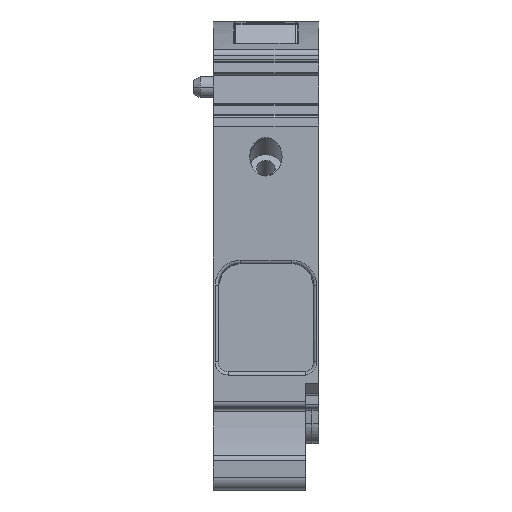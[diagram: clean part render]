
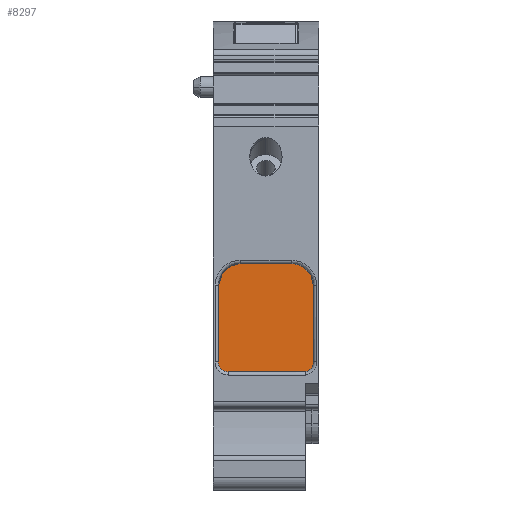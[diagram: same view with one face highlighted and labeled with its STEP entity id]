
A CAD part, front view. The second image highlights one B-rep face of the part: STEP entity #8297.
In plain terms, the highlighted planar face has unit normal (0, -1, 0).
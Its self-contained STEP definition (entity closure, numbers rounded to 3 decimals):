
#8196=AXIS2_PLACEMENT_3D('Plane Axis2P3D',#8193,#8194,#8195) ;
#8223=AXIS2_PLACEMENT_3D('Circle Axis2P3D',#8221,#8222,$) ;
#8230=AXIS2_PLACEMENT_3D('Circle Axis2P3D',#8228,#8229,$) ;
#8237=AXIS2_PLACEMENT_3D('Circle Axis2P3D',#8235,#8236,$) ;
#8258=AXIS2_PLACEMENT_3D('Circle Axis2P3D',#8256,#8257,$) ;
#8170=CARTESIAN_POINT('Vertex',(7.085,11.379,34.368)) ;
#8173=CARTESIAN_POINT('Line Origine',(11.,11.379,34.368)) ;
#8177=CARTESIAN_POINT('Vertex',(14.915,11.379,34.368)) ;
#8193=CARTESIAN_POINT('Axis2P3D Location',(0.,11.379,0.)) ;
#8199=CARTESIAN_POINT('Control Point',(7.085,11.379,34.368)) ;
#8200=CARTESIAN_POINT('Control Point',(6.734,11.379,34.366)) ;
#8201=CARTESIAN_POINT('Control Point',(6.382,11.379,34.314)) ;
#8202=CARTESIAN_POINT('Control Point',(6.04,11.379,34.215)) ;
#8203=CARTESIAN_POINT('Control Point',(5.381,11.379,33.924)) ;
#8204=CARTESIAN_POINT('Control Point',(4.822,11.379,33.472)) ;
#8205=CARTESIAN_POINT('Control Point',(4.57,11.379,33.206)) ;
#8206=CARTESIAN_POINT('Control Point',(4.163,11.379,32.644)) ;
#8207=CARTESIAN_POINT('Control Point',(3.911,11.379,32.001)) ;
#8208=CARTESIAN_POINT('Control Point',(3.829,11.379,31.681)) ;
#8209=CARTESIAN_POINT('Control Point',(3.788,11.379,31.355)) ;
#8210=CARTESIAN_POINT('Control Point',(3.788,11.379,31.03)) ;
#8211=CARTESIAN_POINT('Vertex',(3.788,11.379,31.03)) ;
#8214=CARTESIAN_POINT('Line Origine',(3.788,11.379,25.24)) ;
#8218=CARTESIAN_POINT('Vertex',(3.788,11.379,19.45)) ;
#8221=CARTESIAN_POINT('Axis2P3D Location',(5.292,11.379,19.454)) ;
#8225=CARTESIAN_POINT('Vertex',(5.288,11.379,17.95)) ;
#8228=CARTESIAN_POINT('Axis2P3D Location',(5.292,11.379,19.452)) ;
#8232=CARTESIAN_POINT('Vertex',(5.292,11.379,17.95)) ;
#8235=CARTESIAN_POINT('Axis2P3D Location',(5.292,11.379,19.452)) ;
#8239=CARTESIAN_POINT('Vertex',(5.295,11.379,17.95)) ;
#8242=CARTESIAN_POINT('Line Origine',(11.148,11.379,17.95)) ;
#8246=CARTESIAN_POINT('Vertex',(17.,11.379,17.95)) ;
#8249=CARTESIAN_POINT('Line Origine',(17.,11.379,17.964)) ;
#8253=CARTESIAN_POINT('Vertex',(17.,11.379,17.978)) ;
#8256=CARTESIAN_POINT('Axis2P3D Location',(16.712,11.379,19.45)) ;
#8260=CARTESIAN_POINT('Vertex',(18.212,11.379,19.45)) ;
#8263=CARTESIAN_POINT('Line Origine',(18.212,11.379,25.24)) ;
#8267=CARTESIAN_POINT('Vertex',(18.212,11.379,31.03)) ;
#8271=CARTESIAN_POINT('Control Point',(18.212,11.379,31.03)) ;
#8272=CARTESIAN_POINT('Control Point',(18.212,11.379,31.383)) ;
#8273=CARTESIAN_POINT('Control Point',(18.163,11.379,31.738)) ;
#8274=CARTESIAN_POINT('Control Point',(18.067,11.379,32.084)) ;
#8275=CARTESIAN_POINT('Control Point',(17.782,11.379,32.746)) ;
#8276=CARTESIAN_POINT('Control Point',(17.334,11.379,33.313)) ;
#8277=CARTESIAN_POINT('Control Point',(17.073,11.379,33.568)) ;
#8278=CARTESIAN_POINT('Control Point',(16.518,11.379,33.979)) ;
#8279=CARTESIAN_POINT('Control Point',(15.878,11.379,34.238)) ;
#8280=CARTESIAN_POINT('Control Point',(15.562,11.379,34.322)) ;
#8281=CARTESIAN_POINT('Control Point',(15.238,11.379,34.366)) ;
#8282=CARTESIAN_POINT('Control Point',(14.915,11.379,34.368)) ;
#8174=DIRECTION('Vector Direction',(-1.,0.,0.)) ;
#8194=DIRECTION('Axis2P3D Direction',(0.,-1.,0.)) ;
#8195=DIRECTION('Axis2P3D XDirection',(1.,0.,0.)) ;
#8215=DIRECTION('Vector Direction',(0.,0.,-1.)) ;
#8222=DIRECTION('Axis2P3D Direction',(0.,-1.,0.)) ;
#8229=DIRECTION('Axis2P3D Direction',(0.,-1.,0.)) ;
#8236=DIRECTION('Axis2P3D Direction',(0.,-1.,0.)) ;
#8243=DIRECTION('Vector Direction',(1.,0.,0.)) ;
#8250=DIRECTION('Vector Direction',(0.,0.,-1.)) ;
#8257=DIRECTION('Axis2P3D Direction',(0.,-1.,0.)) ;
#8264=DIRECTION('Vector Direction',(0.,0.,1.)) ;
#8175=VECTOR('Line Direction',#8174,1.) ;
#8216=VECTOR('Line Direction',#8215,1.) ;
#8244=VECTOR('Line Direction',#8243,1.) ;
#8251=VECTOR('Line Direction',#8250,1.) ;
#8265=VECTOR('Line Direction',#8264,1.) ;
#8285=ORIENTED_EDGE('',*,*,#8179,.T.) ;
#8286=ORIENTED_EDGE('',*,*,#8213,.F.) ;
#8287=ORIENTED_EDGE('',*,*,#8220,.T.) ;
#8288=ORIENTED_EDGE('',*,*,#8227,.T.) ;
#8289=ORIENTED_EDGE('',*,*,#8234,.T.) ;
#8290=ORIENTED_EDGE('',*,*,#8241,.T.) ;
#8291=ORIENTED_EDGE('',*,*,#8248,.T.) ;
#8292=ORIENTED_EDGE('',*,*,#8255,.F.) ;
#8293=ORIENTED_EDGE('',*,*,#8262,.T.) ;
#8294=ORIENTED_EDGE('',*,*,#8269,.T.) ;
#8295=ORIENTED_EDGE('',*,*,#8283,.T.) ;
#8297=ADVANCED_FACE('MLD L 1',(#8296),#8197,.T.) ;
#8198=B_SPLINE_CURVE_WITH_KNOTS('',5,(#8199,#8200,#8201,#8202,#8203,#8204,#8205,#8206,#8207,#8208,#8209,#8210),.UNSPECIFIED.,.F.,.U.,(6,3,3,6),(0.,2.489,5.045,7.37),.UNSPECIFIED.) ;
#8270=B_SPLINE_CURVE_WITH_KNOTS('',5,(#8271,#8272,#8273,#8274,#8275,#8276,#8277,#8278,#8279,#8280,#8281,#8282),.UNSPECIFIED.,.F.,.U.,(6,3,3,6),(0.,2.527,5.081,7.37),.UNSPECIFIED.) ;
#8224=CIRCLE('generated circle',#8223,1.504) ;
#8231=CIRCLE('generated circle',#8230,1.502) ;
#8238=CIRCLE('generated circle',#8237,1.502) ;
#8259=CIRCLE('generated circle',#8258,1.5) ;
#8179=EDGE_CURVE('',#8178,#8171,#8176,.T.) ;
#8213=EDGE_CURVE('',#8212,#8171,#8198,.F.) ;
#8220=EDGE_CURVE('',#8212,#8219,#8217,.T.) ;
#8227=EDGE_CURVE('',#8219,#8226,#8224,.T.) ;
#8234=EDGE_CURVE('',#8226,#8233,#8231,.T.) ;
#8241=EDGE_CURVE('',#8233,#8240,#8238,.T.) ;
#8248=EDGE_CURVE('',#8240,#8247,#8245,.T.) ;
#8255=EDGE_CURVE('',#8254,#8247,#8252,.T.) ;
#8262=EDGE_CURVE('',#8254,#8261,#8259,.T.) ;
#8269=EDGE_CURVE('',#8261,#8268,#8266,.T.) ;
#8283=EDGE_CURVE('',#8268,#8178,#8270,.T.) ;
#8284=EDGE_LOOP('',(#8285,#8286,#8287,#8288,#8289,#8290,#8291,#8292,#8293,#8294,#8295)) ;
#8296=FACE_OUTER_BOUND('',#8284,.T.) ;
#8176=LINE('Line',#8173,#8175) ;
#8217=LINE('Line',#8214,#8216) ;
#8245=LINE('Line',#8242,#8244) ;
#8252=LINE('Line',#8249,#8251) ;
#8266=LINE('Line',#8263,#8265) ;
#8197=PLANE('',#8196) ;
#8171=VERTEX_POINT('',#8170) ;
#8178=VERTEX_POINT('',#8177) ;
#8212=VERTEX_POINT('',#8211) ;
#8219=VERTEX_POINT('',#8218) ;
#8226=VERTEX_POINT('',#8225) ;
#8233=VERTEX_POINT('',#8232) ;
#8240=VERTEX_POINT('',#8239) ;
#8247=VERTEX_POINT('',#8246) ;
#8254=VERTEX_POINT('',#8253) ;
#8261=VERTEX_POINT('',#8260) ;
#8268=VERTEX_POINT('',#8267) ;
